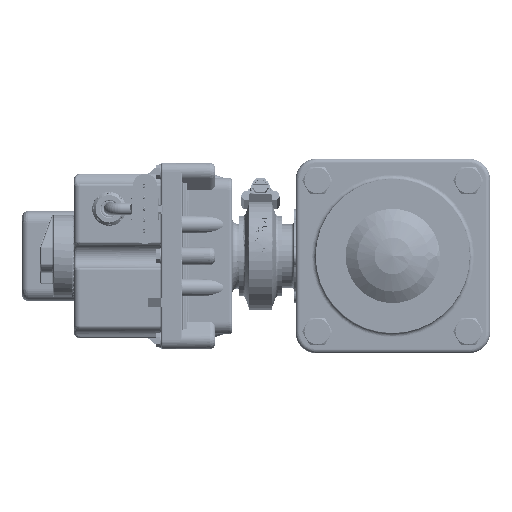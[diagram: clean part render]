
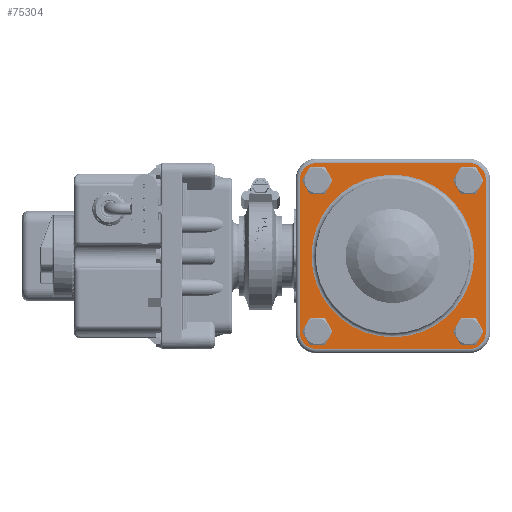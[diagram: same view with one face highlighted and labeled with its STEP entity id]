
A CAD part, left-side view. The second image highlights one B-rep face of the part: STEP entity #75304.
In plain terms, the highlighted face is planar.
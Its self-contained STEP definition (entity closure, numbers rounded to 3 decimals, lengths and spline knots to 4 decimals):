
#4004=LINE($,#110152,#10012);
#4005=LINE($,#110156,#10013);
#4006=LINE($,#110160,#10014);
#4007=LINE($,#110164,#10015);
#10012=VECTOR($,#88186,3.245);
#10013=VECTOR($,#88189,3.245);
#10014=VECTOR($,#88192,3.245);
#10015=VECTOR($,#88195,3.245);
#15968=PLANE($,#80259);
#18483=FACE_BOUND($,#24205,.T.);
#18484=FACE_BOUND($,#24206,.T.);
#18485=FACE_BOUND($,#24207,.T.);
#18486=FACE_BOUND($,#24208,.T.);
#18487=FACE_BOUND($,#24209,.T.);
#19543=FACE_OUTER_BOUND($,#24204,.T.);
#24204=EDGE_LOOP($,(#52029,#52030,#52031,#52032,#52033,#52034,#52035,#52036));
#24205=EDGE_LOOP($,(#52037));
#24206=EDGE_LOOP($,(#52038));
#24207=EDGE_LOOP($,(#52039));
#24208=EDGE_LOOP($,(#52040));
#24209=EDGE_LOOP($,(#52041));
#29618=CIRCLE($,#80258,1.725);
#29619=CIRCLE($,#80260,0.35);
#29620=CIRCLE($,#80261,0.35);
#29621=CIRCLE($,#80262,0.35);
#29622=CIRCLE($,#80263,0.35);
#29623=CIRCLE($,#80264,0.219);
#29624=CIRCLE($,#80265,0.219);
#29625=CIRCLE($,#80266,0.219);
#29626=CIRCLE($,#80267,0.219);
#32754=VERTEX_POINT($,#110147);
#32755=VERTEX_POINT($,#110150);
#32756=VERTEX_POINT($,#110151);
#32757=VERTEX_POINT($,#110153);
#32758=VERTEX_POINT($,#110155);
#32759=VERTEX_POINT($,#110157);
#32760=VERTEX_POINT($,#110159);
#32761=VERTEX_POINT($,#110161);
#32762=VERTEX_POINT($,#110163);
#32763=VERTEX_POINT($,#110166);
#32764=VERTEX_POINT($,#110168);
#32765=VERTEX_POINT($,#110170);
#32766=VERTEX_POINT($,#110172);
#40342=EDGE_CURVE($,#32754,#32754,#29618,.T.);
#40343=EDGE_CURVE($,#32755,#32756,#4004,.T.);
#40344=EDGE_CURVE($,#32757,#32755,#29619,.T.);
#40345=EDGE_CURVE($,#32758,#32757,#4005,.T.);
#40346=EDGE_CURVE($,#32759,#32758,#29620,.T.);
#40347=EDGE_CURVE($,#32760,#32759,#4006,.T.);
#40348=EDGE_CURVE($,#32761,#32760,#29621,.T.);
#40349=EDGE_CURVE($,#32762,#32761,#4007,.T.);
#40350=EDGE_CURVE($,#32756,#32762,#29622,.T.);
#40351=EDGE_CURVE($,#32763,#32763,#29623,.T.);
#40352=EDGE_CURVE($,#32764,#32764,#29624,.T.);
#40353=EDGE_CURVE($,#32765,#32765,#29625,.T.);
#40354=EDGE_CURVE($,#32766,#32766,#29626,.T.);
#52029=ORIENTED_EDGE($,*,*,#40343,.F.);
#52030=ORIENTED_EDGE($,*,*,#40344,.F.);
#52031=ORIENTED_EDGE($,*,*,#40345,.F.);
#52032=ORIENTED_EDGE($,*,*,#40346,.F.);
#52033=ORIENTED_EDGE($,*,*,#40347,.F.);
#52034=ORIENTED_EDGE($,*,*,#40348,.F.);
#52035=ORIENTED_EDGE($,*,*,#40349,.F.);
#52036=ORIENTED_EDGE($,*,*,#40350,.F.);
#52037=ORIENTED_EDGE($,*,*,#40351,.T.);
#52038=ORIENTED_EDGE($,*,*,#40352,.T.);
#52039=ORIENTED_EDGE($,*,*,#40353,.T.);
#52040=ORIENTED_EDGE($,*,*,#40354,.T.);
#52041=ORIENTED_EDGE($,*,*,#40342,.F.);
#75304=ADVANCED_FACE($,(#19543,#18483,#18484,#18485,#18486,#18487),#15968,
 .T.);
#80258=AXIS2_PLACEMENT_3D($,#110148,#88182,#88183);
#80259=AXIS2_PLACEMENT_3D($,#110149,#88184,#88185);
#80260=AXIS2_PLACEMENT_3D($,#110154,#88187,#88188);
#80261=AXIS2_PLACEMENT_3D($,#110158,#88190,#88191);
#80262=AXIS2_PLACEMENT_3D($,#110162,#88193,#88194);
#80263=AXIS2_PLACEMENT_3D($,#110165,#88196,#88197);
#80264=AXIS2_PLACEMENT_3D($,#110167,#88198,#88199);
#80265=AXIS2_PLACEMENT_3D($,#110169,#88200,#88201);
#80266=AXIS2_PLACEMENT_3D($,#110171,#88202,#88203);
#80267=AXIS2_PLACEMENT_3D($,#110173,#88204,#88205);
#88182=DIRECTION('center_axis',(0.,1.,0.));
#88183=DIRECTION('ref_axis',(1.,0.,0.));
#88184=DIRECTION('center_axis',(0.,1.,0.));
#88185=DIRECTION('ref_axis',(0.,0.,1.));
#88186=DIRECTION($,(0.,0.,-1.));
#88187=DIRECTION('center_axis',(0.,-1.,0.));
#88188=DIRECTION('ref_axis',(-0.707,0.,0.707));
#88189=DIRECTION($,(-1.,0.,0.));
#88190=DIRECTION('center_axis',(0.,-1.,0.));
#88191=DIRECTION('ref_axis',(0.707,0.,0.707));
#88192=DIRECTION($,(0.,0.,1.));
#88193=DIRECTION('center_axis',(0.,-1.,0.));
#88194=DIRECTION('ref_axis',(0.707,0.,-0.707));
#88195=DIRECTION($,(1.,0.,0.));
#88196=DIRECTION('center_axis',(0.,-1.,0.));
#88197=DIRECTION('ref_axis',(-0.707,0.,-0.707));
#88198=DIRECTION('center_axis',(0.,-1.,0.));
#88199=DIRECTION('ref_axis',(1.,0.,0.));
#88200=DIRECTION('center_axis',(0.,-1.,0.));
#88201=DIRECTION('ref_axis',(1.,0.,0.));
#88202=DIRECTION('center_axis',(0.,-1.,0.));
#88203=DIRECTION('ref_axis',(1.,0.,0.));
#88204=DIRECTION('center_axis',(0.,-1.,0.));
#88205=DIRECTION('ref_axis',(1.,0.,0.));
#110147=CARTESIAN_POINT('',(-1.725,0.72,0.));
#110148=CARTESIAN_POINT('Origin',(0.,0.72,0.));
#110149=CARTESIAN_POINT('Origin',(0.,0.72,0.));
#110150=CARTESIAN_POINT('',(-1.9725,0.72,1.6225));
#110151=CARTESIAN_POINT('',(-1.9725,0.72,-1.6225));
#110152=CARTESIAN_POINT($,(-1.9725,0.72,1.0313));
#110153=CARTESIAN_POINT('',(-1.6225,0.72,1.9725));
#110154=CARTESIAN_POINT('Origin',(-1.6225,0.72,1.6225));
#110155=CARTESIAN_POINT('',(1.6225,0.72,1.9725));
#110156=CARTESIAN_POINT($,(1.0313,0.72,1.9725));
#110157=CARTESIAN_POINT('',(1.9725,0.72,1.6225));
#110158=CARTESIAN_POINT('Origin',(1.6225,0.72,1.6225));
#110159=CARTESIAN_POINT('',(1.9725,0.72,-1.6225));
#110160=CARTESIAN_POINT($,(1.9725,0.72,-1.0313));
#110161=CARTESIAN_POINT('',(1.6225,0.72,-1.9725));
#110162=CARTESIAN_POINT('Origin',(1.6225,0.72,-1.6225));
#110163=CARTESIAN_POINT('',(-1.6225,0.72,-1.9725));
#110164=CARTESIAN_POINT($,(-1.0313,0.72,-1.9725));
#110165=CARTESIAN_POINT('Origin',(-1.6225,0.72,-1.6225));
#110166=CARTESIAN_POINT('',(1.383,0.72,-1.602));
#110167=CARTESIAN_POINT('Origin',(1.602,0.72,-1.602));
#110168=CARTESIAN_POINT('',(-1.821,0.72,-1.602));
#110169=CARTESIAN_POINT('Origin',(-1.602,0.72,-1.602));
#110170=CARTESIAN_POINT('',(-1.821,0.72,1.602));
#110171=CARTESIAN_POINT('Origin',(-1.602,0.72,1.602));
#110172=CARTESIAN_POINT('',(1.383,0.72,1.602));
#110173=CARTESIAN_POINT('Origin',(1.602,0.72,1.602));
